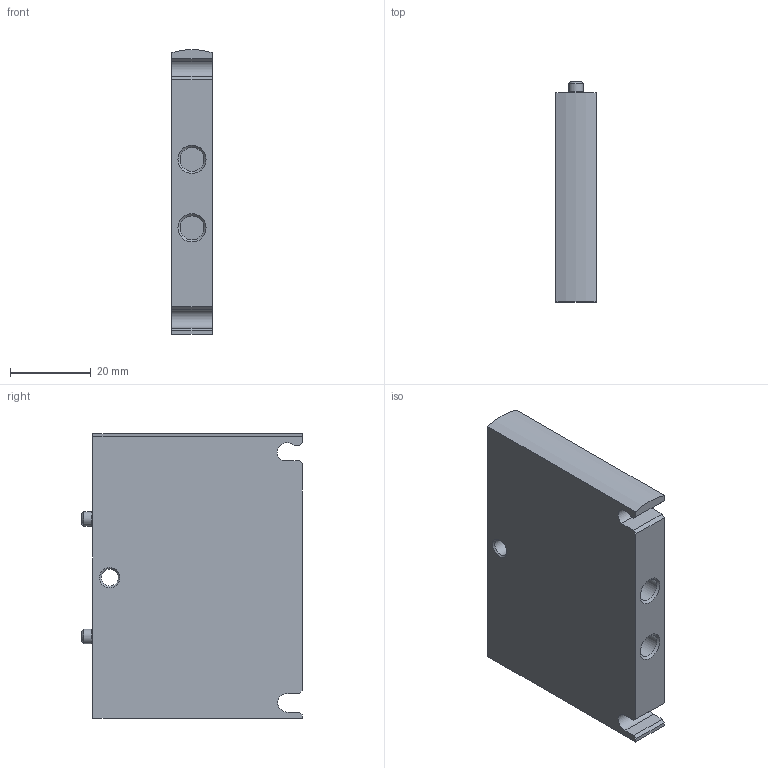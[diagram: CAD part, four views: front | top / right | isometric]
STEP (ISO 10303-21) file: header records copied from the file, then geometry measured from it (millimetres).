
FILE_DESCRIPTION(/* description */ ('STEP AP214'),/* implementation_level */ '2;1');
FILE_NAME(/* name */ '161369_CPV10-DZP',/* time_stamp */ '2024-08-06T22:38:06+02:00',/* author */ ('License CC BY-ND 4.0'),/* organization */ ('CADENAS'),/* preprocessor_version */ 'ST-DEVELOPER v19.3',/* originating_system */ 'PARTsolutions',/* authorisation */ ' ');
FILE_SCHEMA (('AUTOMOTIVE_DESIGN {1 0 10303 214 3 1 1}'));
Length unit declared in the file: millimetre
Products named in the file (1): 161369 CPV10-DZP
Bounding box: 10 x 54.8 x 70.8 mm (x, y, z)
Volume: 35693.1 mm3; surface area: 10258.7 mm2
Topology: 1 solids, 1 shells, 39 faces, 85 edges, 54 vertices
Faces by surface type: plane 21, cylinder 10, cone 6, torus 2
Full cylindrical faces by diameter (mm): 1.5 x2, 3.6 x2, 4.2 x1, 5.917 x2
Entity records: 1022 total; most frequent: DIRECTION 178, CARTESIAN_POINT 164, ORIENTED_EDGE 140, EDGE_CURVE 70, AXIS2_PLACEMENT_3D 68, EDGE_LOOP 62, FACE_BOUND 62, VERTEX_POINT 54
